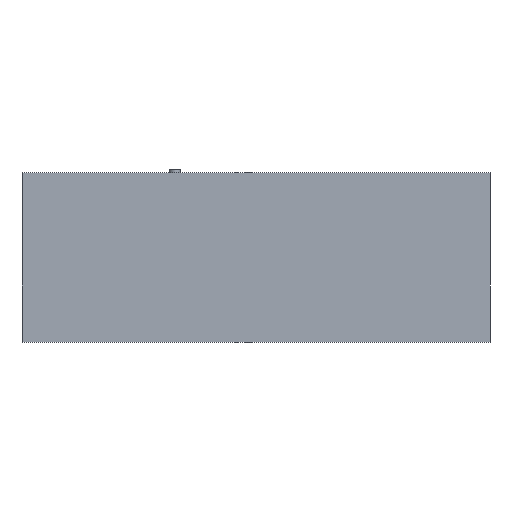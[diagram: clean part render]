
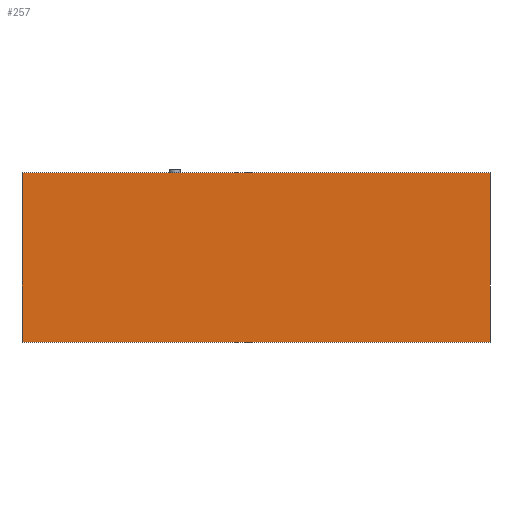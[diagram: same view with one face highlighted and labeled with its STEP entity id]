
A CAD part, front view. The second image highlights one B-rep face of the part: STEP entity #257.
In plain terms, the highlighted planar face has unit normal (0, -1, 0).
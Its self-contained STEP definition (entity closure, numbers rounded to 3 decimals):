
#34=DIRECTION('',(1.,0.,0.));
#35=VECTOR('',#34,210.);
#36=CARTESIAN_POINT('',(-105.,0.,38.));
#37=LINE('',#36,#35);
#41=DIRECTION('',(0.,0.,-1.));
#42=VECTOR('',#41,76.);
#43=CARTESIAN_POINT('',(105.,0.,38.));
#44=LINE('',#43,#42);
#48=DIRECTION('',(-1.,0.,0.));
#49=VECTOR('',#48,210.);
#50=CARTESIAN_POINT('',(105.,0.,-38.));
#51=LINE('',#50,#49);
#55=DIRECTION('',(0.,0.,1.));
#56=VECTOR('',#55,76.);
#57=CARTESIAN_POINT('',(-105.,0.,-38.));
#58=LINE('',#57,#56);
#210=CARTESIAN_POINT('',(-105.,0.,38.));
#211=CARTESIAN_POINT('',(105.,0.,38.));
#212=VERTEX_POINT('',#210);
#213=VERTEX_POINT('',#211);
#214=CARTESIAN_POINT('',(105.,0.,-38.));
#215=VERTEX_POINT('',#214);
#216=CARTESIAN_POINT('',(-105.,0.,-38.));
#217=VERTEX_POINT('',#216);
#242=CARTESIAN_POINT('',(0.,0.,0.));
#243=DIRECTION('',(0.,1.,0.));
#244=DIRECTION('',(1.,0.,0.));
#245=AXIS2_PLACEMENT_3D('',#242,#243,#244);
#246=PLANE('',#245);
#248=ORIENTED_EDGE('',*,*,#247,.T.);
#250=ORIENTED_EDGE('',*,*,#249,.T.);
#252=ORIENTED_EDGE('',*,*,#251,.T.);
#254=ORIENTED_EDGE('',*,*,#253,.T.);
#255=EDGE_LOOP('',(#248,#250,#252,#254));
#256=FACE_OUTER_BOUND('',#255,.F.);
#247=EDGE_CURVE('',#212,#213,#37,.T.);
#249=EDGE_CURVE('',#213,#215,#44,.T.);
#251=EDGE_CURVE('',#215,#217,#51,.T.);
#253=EDGE_CURVE('',#217,#212,#58,.T.);
#257=ADVANCED_FACE('',(#256),#246,.F.);
